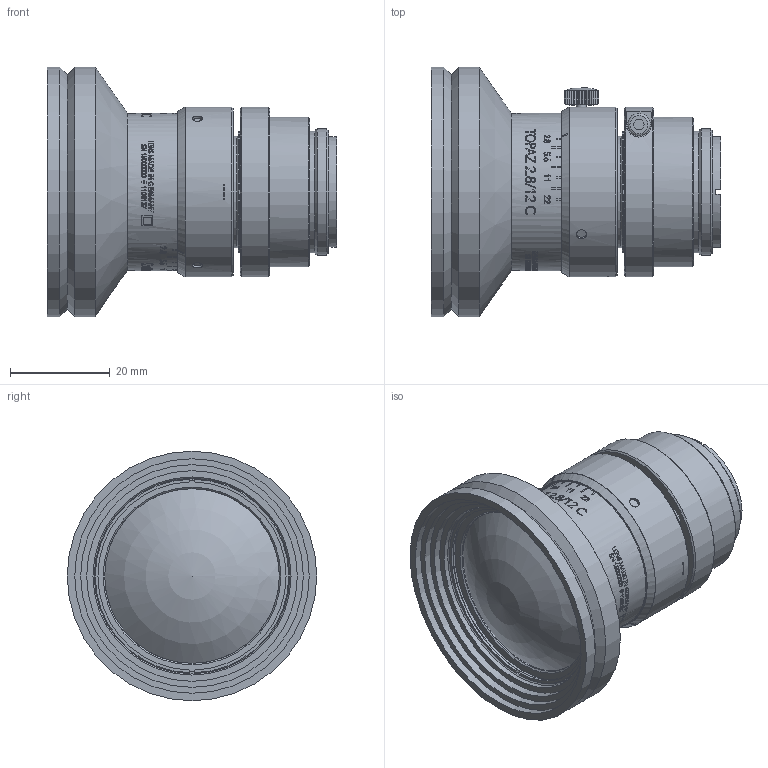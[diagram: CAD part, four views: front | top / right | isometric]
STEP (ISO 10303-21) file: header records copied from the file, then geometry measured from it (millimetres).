
FILE_DESCRIPTION(/* description */ (''),/* implementation_level */ '2;1');
FILE_NAME(/* name */ '1103137_00164743_001.stp',/* time_stamp */ '2021-09-17T13:37:07+02:00',/* author */ (''),/* organization */ (''),/* preprocessor_version */ 'ST-DEVELOPER v16',/* originating_system */ 'SIEMENS PLM Software NX 10.0',/* authorisation */ '');
FILE_SCHEMA (('AP203_CONFIGURATION_CONTROLLED_3D_DESIGN_OF_MECHANICAL_PARTS_AND_ASSEMBLIES_MIM_LF { 1 0 10303 403 2 1 2}'));
Length unit declared in the file: millimetre
Products named in the file (1): Guge42B8123Eksmx
Bounding box: 58 x 50 x 50 mm (x, y, z)
Volume: 50283.7 mm3; surface area: 15943.7 mm2
Topology: 1 solids, 3 shells, 477 faces, 1651 edges, 1305 vertices
Faces by surface type: plane 212, cylinder 204, cone 50, torus 8, sphere 3
Full cylindrical faces by diameter (mm): 1.1 x1, 2 x1, 2.05 x3, 2.5 x2, 2.7 x3, 2.8 x1, 4.5 x1, 18 x1, 19 x1, 19.5 x1, 19.8 x1, 20.6 x1, 22.2 x1, 22.3 x1, 23 x1, 23.2 x1, 23.979 x1, 24.4 x1, 25.4 x1, 29.737 x1, 30 x1, 31.5 x1, 31.52 x1, 32 x1, 34 x1, 35 x1, 38.5 x1, 39.7 x1, 42.2 x1, 44.6 x1
Entity records: 20707 total; most frequent: CARTESIAN_POINT 7859, ORIENTED_EDGE 3085, DIRECTION 1852, EDGE_CURVE 1561, VERTEX_POINT 1282, B_SPLINE_CURVE_WITH_KNOTS 902, AXIS2_PLACEMENT_3D 753, EDGE_LOOP 694
